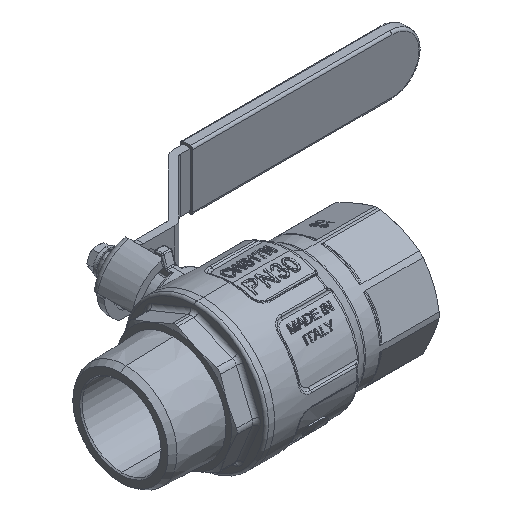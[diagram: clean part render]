
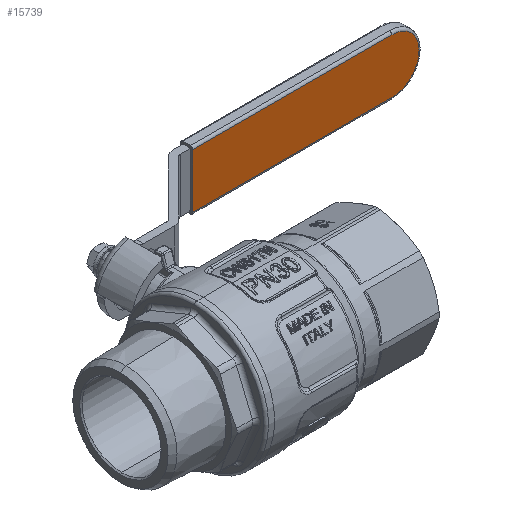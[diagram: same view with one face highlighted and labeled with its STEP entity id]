
A CAD part, isometric view. The second image highlights one B-rep face of the part: STEP entity #15739.
In plain terms, the highlighted planar face has unit normal (0, -1, 0).
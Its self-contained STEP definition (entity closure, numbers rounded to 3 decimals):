
#1393 = CARTESIAN_POINT ( 'NONE',  ( 113.62, 71.8, -11. ) ) ;
#1885 = CARTESIAN_POINT ( 'NONE',  ( 132.906, 71.8, -8.949 ) ) ;
#2043 = CARTESIAN_POINT ( 'NONE',  ( 137.217, 71.8, -2.504 ) ) ;
#2202 = CARTESIAN_POINT ( 'NONE',  ( 135.251, 71.8, 6.702 ) ) ;
#2581 = EDGE_LOOP ( 'NONE', ( #5341, #27896, #15836, #43876 ) ) ;
#5045 = CARTESIAN_POINT ( 'NONE',  ( 46.527, 71.8, -11. ) ) ;
#5341 = ORIENTED_EDGE ( 'NONE', *, *, #31072, .T. ) ;
#5528 = CARTESIAN_POINT ( 'NONE',  ( 127.227, 71.8, -11. ) ) ;
#5697 = CARTESIAN_POINT ( 'NONE',  ( 133.758, 71.8, -8.273 ) ) ;
#5860 = CARTESIAN_POINT ( 'NONE',  ( 137.499, 71.8, -0.726 ) ) ;
#5922 = CARTESIAN_POINT ( 'NONE',  ( 104.497, 71.8, 11. ) ) ;
#6016 = CARTESIAN_POINT ( 'NONE',  ( 133.771, 71.8, 8.286 ) ) ;
#8304 = CARTESIAN_POINT ( 'NONE',  ( 126.5, 71.8, 11. ) ) ;
#8795 = VERTEX_POINT ( 'NONE', #34101 ) ;
#8867 = CARTESIAN_POINT ( 'NONE',  ( 47.193, 71.8, -11. ) ) ;
#9347 = CARTESIAN_POINT ( 'NONE',  ( 126.5, 71.8, -11. ) ) ;
#9508 = CARTESIAN_POINT ( 'NONE',  ( 134.786, 71.8, -7.271 ) ) ;
#9670 = CARTESIAN_POINT ( 'NONE',  ( 137.483, 71.8, 0.709 ) ) ;
#9737 = CARTESIAN_POINT ( 'NONE',  ( 65.406, 71.8, 11. ) ) ;
#9832 = CARTESIAN_POINT ( 'NONE',  ( 132.321, 71.8, 9.34 ) ) ;
#12330 = CARTESIAN_POINT ( 'NONE',  ( 126.5, 71.8, 12. ) ) ;
#12336 = B_SPLINE_CURVE_WITH_KNOTS ( 'NONE', 3,
 ( #9347, #5528, #13156, #39674, #16978, #43474, #20736, #47245, #24557, #1885, #28407, #5697, #32217, #9508, #36004, #13317, #39833, #17138, #43644, #20888, #47414, #24719, #2043, #28564, #5860, #32384, #9670, #36173, #13484, #39991, #17299, #43801, #21059, #47566, #24885, #2202, #28730, #6016, #32547, #9832, #36328, #13639, #40154, #17451, #43954, #21225, #47733, #25043 ),
 .UNSPECIFIED., .F., .F.,
 ( 4, 2, 2, 2, 2, 2, 2, 2, 2, 2, 2, 2, 2, 2, 2, 2, 2, 2, 2, 2, 2, 2, 2, 4 ),
 ( 0., 0.002, 0.003, 0.004, 0.006, 0.008, 0.009, 0.011, 0.012, 0.013, 0.014, 0.015, 0.017, 0.018, 0.019, 0.021, 0.023, 0.024, 0.026, 0.028, 0.029, 0.03, 0.032, 0.034 ),
 .UNSPECIFIED. ) ;
#12664 = CARTESIAN_POINT ( 'NONE',  ( 50.527, 71.8, -11. ) ) ;
#13156 = CARTESIAN_POINT ( 'NONE',  ( 127.941, 71.8, -10.929 ) ) ;
#13317 = CARTESIAN_POINT ( 'NONE',  ( 135.843, 71.8, -5.815 ) ) ;
#13484 = CARTESIAN_POINT ( 'NONE',  ( 137.359, 71.8, 1.79 ) ) ;
#13639 = CARTESIAN_POINT ( 'NONE',  ( 131.378, 71.8, 9.866 ) ) ;
#14094 = VERTEX_POINT ( 'NONE', #44207 ) ;
#15739 = ADVANCED_FACE ( 'NONE', ( #29756 ), #42455, .F. ) ;
#15836 = ORIENTED_EDGE ( 'NONE', *, *, #26016, .T. ) ;
#16116 = DIRECTION ( 'NONE',  ( -1., 0., 0. ) ) ;
#16478 = CARTESIAN_POINT ( 'NONE',  ( 55.86, 71.8, -11. ) ) ;
#16978 = CARTESIAN_POINT ( 'NONE',  ( 129.344, 71.8, -10.632 ) ) ;
#17138 = CARTESIAN_POINT ( 'NONE',  ( 136.37, 71.8, -4.868 ) ) ;
#17299 = CARTESIAN_POINT ( 'NONE',  ( 136.942, 71.8, 3.533 ) ) ;
#17451 = CARTESIAN_POINT ( 'NONE',  ( 130.048, 71.8, 10.437 ) ) ;
#19176 = LINE ( 'NONE', #43578, #39376 ) ;
#20212 = VERTEX_POINT ( 'NONE', #22640 ) ;
#20245 = CARTESIAN_POINT ( 'NONE',  ( 77.193, 71.8, -11. ) ) ;
#20736 = CARTESIAN_POINT ( 'NONE',  ( 130.379, 71.8, -10.3 ) ) ;
#20888 = CARTESIAN_POINT ( 'NONE',  ( 136.798, 71.8, -3.883 ) ) ;
#20979 = EDGE_CURVE ( 'NONE', #30858, #20212, #33063, .T. ) ;
#21059 = CARTESIAN_POINT ( 'NONE',  ( 136.374, 71.8, 4.862 ) ) ;
#21225 = CARTESIAN_POINT ( 'NONE',  ( 127.954, 71.8, 10.927 ) ) ;
#22476 = B_SPLINE_CURVE_WITH_KNOTS ( 'NONE', 3,
 ( #27755, #5045, #8867, #35370, #12664, #39181, #16478, #42984, #20245, #46764, #24064, #1393, #27914 ),
 .UNSPECIFIED., .F., .F.,
 ( 4, 3, 3, 3, 4 ),
 ( 0., 0.002, 0.01, 0.042, 0.081 ),
 .UNSPECIFIED. ) ;
#22640 = CARTESIAN_POINT ( 'NONE',  ( 45.86, 71.8, 11. ) ) ;
#24064 = CARTESIAN_POINT ( 'NONE',  ( 100.74, 71.8, -11. ) ) ;
#24557 = CARTESIAN_POINT ( 'NONE',  ( 132.009, 71.8, -9.547 ) ) ;
#24655 = DIRECTION ( 'NONE',  ( 0., 0., -1. ) ) ;
#24719 = CARTESIAN_POINT ( 'NONE',  ( 137.128, 71.8, -2.857 ) ) ;
#24885 = CARTESIAN_POINT ( 'NONE',  ( 135.848, 71.8, 5.807 ) ) ;
#25043 = CARTESIAN_POINT ( 'NONE',  ( 126.5, 71.8, 11. ) ) ;
#26016 = EDGE_CURVE ( 'NONE', #14094, #30858, #12336, .T. ) ;
#27755 = CARTESIAN_POINT ( 'NONE',  ( 45.86, 71.8, -11. ) ) ;
#27896 = ORIENTED_EDGE ( 'NONE', *, *, #34094, .T. ) ;
#27914 = CARTESIAN_POINT ( 'NONE',  ( 126.5, 71.8, -11. ) ) ;
#28407 = CARTESIAN_POINT ( 'NONE',  ( 133.197, 71.8, -8.733 ) ) ;
#28564 = CARTESIAN_POINT ( 'NONE',  ( 137.429, 71.8, -1.439 ) ) ;
#28635 = CARTESIAN_POINT ( 'NONE',  ( 111.831, 71.8, 11. ) ) ;
#28730 = CARTESIAN_POINT ( 'NONE',  ( 134.797, 71.8, 7.258 ) ) ;
#29756 = FACE_OUTER_BOUND ( 'NONE', #2581, .T. ) ;
#30858 = VERTEX_POINT ( 'NONE', #8304 ) ;
#31072 = EDGE_CURVE ( 'NONE', #20212, #8795, #19176, .T. ) ;
#32217 = CARTESIAN_POINT ( 'NONE',  ( 134.025, 71.8, -8.032 ) ) ;
#32384 = CARTESIAN_POINT ( 'NONE',  ( 137.5, 71.8, 0.35 ) ) ;
#32454 = CARTESIAN_POINT ( 'NONE',  ( 84.951, 71.8, 11. ) ) ;
#32547 = CARTESIAN_POINT ( 'NONE',  ( 133.214, 71.8, 8.742 ) ) ;
#33063 = B_SPLINE_CURVE_WITH_KNOTS ( 'NONE', 3,
 ( #47320, #36077, #28635, #5922, #32454, #9737, #36238 ),
 .UNSPECIFIED., .F., .F.,
 ( 4, 3, 4 ),
 ( 0., 0.022, 0.081 ),
 .UNSPECIFIED. ) ;
#34094 = EDGE_CURVE ( 'NONE', #8795, #14094, #22476, .T. ) ;
#34101 = CARTESIAN_POINT ( 'NONE',  ( 45.86, 71.8, -11. ) ) ;
#35370 = CARTESIAN_POINT ( 'NONE',  ( 47.86, 71.8, -11. ) ) ;
#36004 = CARTESIAN_POINT ( 'NONE',  ( 135.24, 71.8, -6.717 ) ) ;
#36077 = CARTESIAN_POINT ( 'NONE',  ( 119.166, 71.8, 11. ) ) ;
#36173 = CARTESIAN_POINT ( 'NONE',  ( 137.412, 71.8, 1.43 ) ) ;
#36238 = CARTESIAN_POINT ( 'NONE',  ( 45.86, 71.8, 11. ) ) ;
#36328 = CARTESIAN_POINT ( 'NONE',  ( 132.013, 71.8, 9.525 ) ) ;
#38838 = DIRECTION ( 'NONE',  ( 0., 1., 0. ) ) ;
#39181 = CARTESIAN_POINT ( 'NONE',  ( 53.193, 71.8, -11. ) ) ;
#39376 = VECTOR ( 'NONE', #24655, 1000. ) ;
#39674 = CARTESIAN_POINT ( 'NONE',  ( 128.996, 71.8, -10.719 ) ) ;
#39833 = CARTESIAN_POINT ( 'NONE',  ( 136.031, 71.8, -5.503 ) ) ;
#39991 = CARTESIAN_POINT ( 'NONE',  ( 137.149, 71.8, 2.848 ) ) ;
#40154 = CARTESIAN_POINT ( 'NONE',  ( 131.048, 71.8, 10.022 ) ) ;
#42455 = PLANE ( 'NONE',  #47513 ) ;
#42984 = CARTESIAN_POINT ( 'NONE',  ( 66.527, 71.8, -11. ) ) ;
#43474 = CARTESIAN_POINT ( 'NONE',  ( 130.035, 71.8, -10.423 ) ) ;
#43578 = CARTESIAN_POINT ( 'NONE',  ( 45.86, 71.8, 12. ) ) ;
#43644 = CARTESIAN_POINT ( 'NONE',  ( 136.524, 71.8, -4.544 ) ) ;
#43801 = CARTESIAN_POINT ( 'NONE',  ( 136.529, 71.8, 4.532 ) ) ;
#43876 = ORIENTED_EDGE ( 'NONE', *, *, #20979, .T. ) ;
#43954 = CARTESIAN_POINT ( 'NONE',  ( 129.363, 71.8, 10.645 ) ) ;
#44207 = CARTESIAN_POINT ( 'NONE',  ( 126.5, 71.8, -11. ) ) ;
#46764 = CARTESIAN_POINT ( 'NONE',  ( 87.86, 71.8, -11. ) ) ;
#47245 = CARTESIAN_POINT ( 'NONE',  ( 131.378, 71.8, -9.886 ) ) ;
#47320 = CARTESIAN_POINT ( 'NONE',  ( 126.5, 71.8, 11. ) ) ;
#47414 = CARTESIAN_POINT ( 'NONE',  ( 136.919, 71.8, -3.545 ) ) ;
#47513 = AXIS2_PLACEMENT_3D ( 'NONE', #12330, #38838, #16116 ) ;
#47566 = CARTESIAN_POINT ( 'NONE',  ( 136.033, 71.8, 5.499 ) ) ;
#47733 = CARTESIAN_POINT ( 'NONE',  ( 127.227, 71.8, 11. ) ) ;
